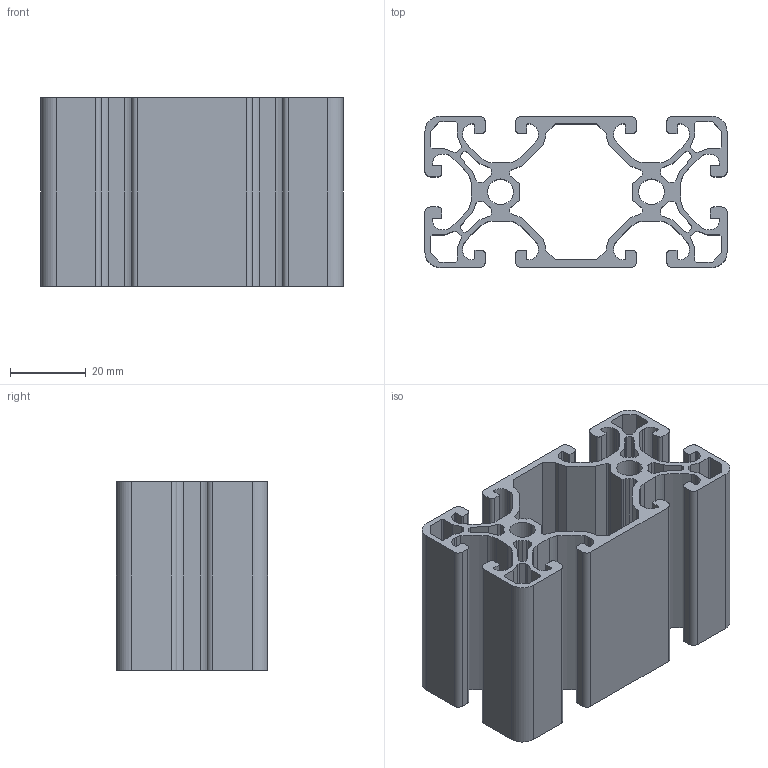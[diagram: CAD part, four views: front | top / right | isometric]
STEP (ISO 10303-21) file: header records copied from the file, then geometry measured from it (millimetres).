
FILE_DESCRIPTION (( 'STEP AP214' ), '1' );
FILE_NAME ('BASE08E0144-Profilé 8 80x40 E.step', '2023-03-24T09:42:06', ( 'Altae' ), ( '' ), 'SwSTEP 2.0', 'SolidWorks 2021', '' );
FILE_SCHEMA (( 'AUTOMOTIVE_DESIGN' ));
Length unit declared in the file: millimetre
Products named in the file (1): BASE08E0144-Profilé 8 80x40 E
Bounding box: 80 x 40 x 50 mm (x, y, z)
Volume: 45551.8 mm3; surface area: 46073.4 mm2
Topology: 1 solids, 1 shells, 346 faces, 1032 edges, 688 vertices
Faces by surface type: plane 242, cylinder 104
Entity records: 11662 total; most frequent: CARTESIAN_POINT 2067, ORIENTED_EDGE 2064, DIRECTION 1934, EDGE_CURVE 1032, LINE 824, VECTOR 824, VERTEX_POINT 688, AXIS2_PLACEMENT_3D 555
